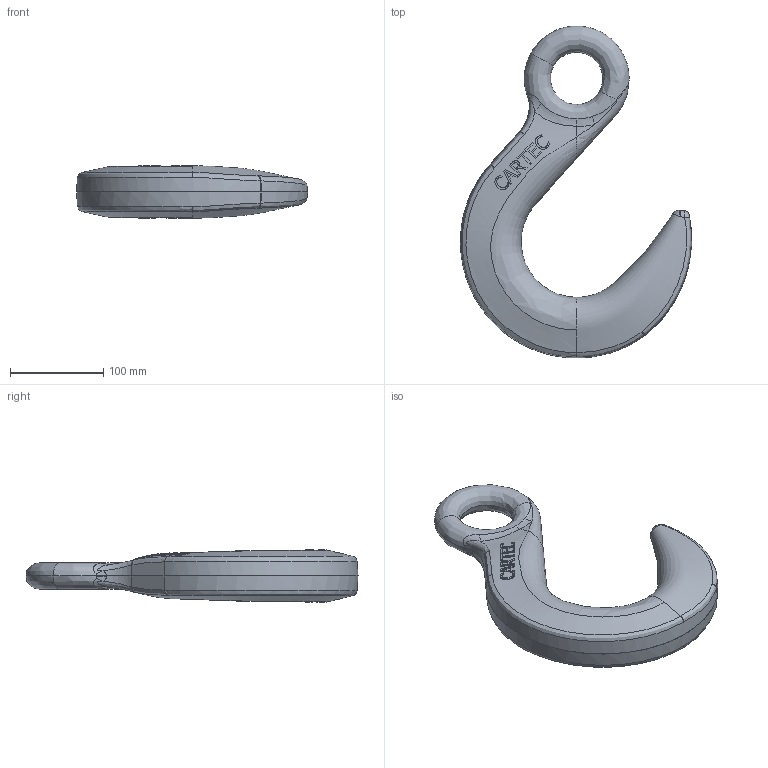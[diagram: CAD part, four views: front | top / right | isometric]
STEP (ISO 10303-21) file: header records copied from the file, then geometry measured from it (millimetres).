
FILE_DESCRIPTION(('STEP AP214'),'1');
FILE_NAME('cy_20.stp','2018-01-24T08:14:17',('TraceParts'),('TraceParts S.A.'),'Spatial InterOp 3D',' ',' ');
FILE_SCHEMA(('automotive_design'));
Length unit declared in the file: millimetre
Products named in the file (1): cy_20
Bounding box: 247.55 x 355.61 x 56.09 mm (x, y, z)
Volume: 1367165.5 mm3; surface area: 110722.1 mm2
Topology: 1 solids, 1 shells, 167 faces, 433 edges, 273 vertices
Faces by surface type: bspline 109, plane 54, cylinder 2, cone 2
Entity records: 36685 total; most frequent: CARTESIAN_POINT 32006, ORIENTED_EDGE 864, EDGE_CURVE 432, DIRECTION 382, VERTEX_POINT 273, B_SPLINE_CURVE_WITH_KNOTS 243, EDGE_LOOP 175, STYLED_ITEM 168
